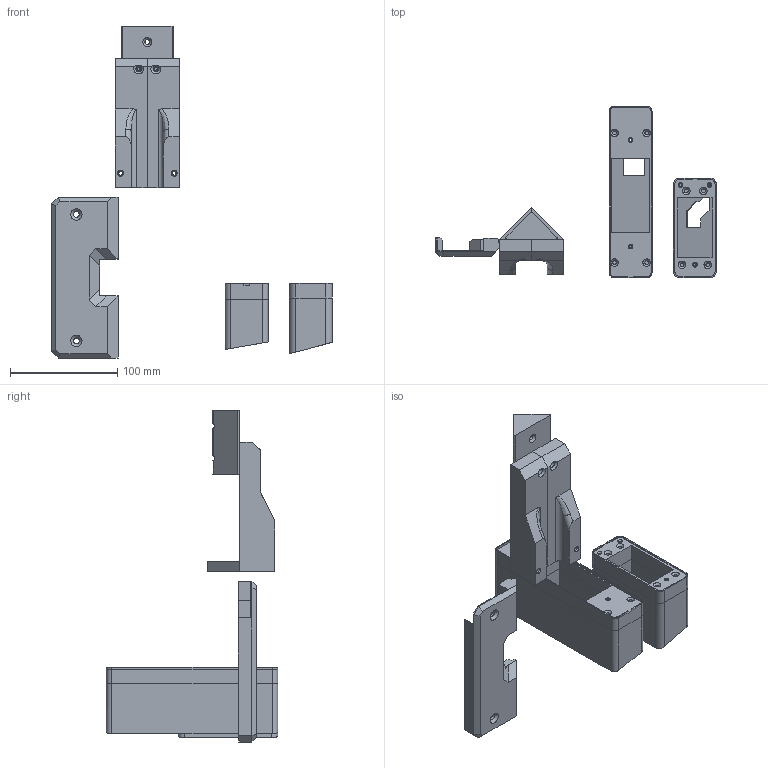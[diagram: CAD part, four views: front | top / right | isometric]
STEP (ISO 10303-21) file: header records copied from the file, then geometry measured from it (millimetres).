
FILE_DESCRIPTION(/* description */ (''),/* implementation_level */ '2;1');
FILE_NAME(/* name */ 'unifi access mounting for the lab v4.step',/* time_stamp */ '2025-07-06T23:52:11+08:00',/* author */ (''),/* organization */ (''),/* preprocessor_version */ 'ST-DEVELOPER v20.1',/* originating_system */ 'Autodesk Translation Framework v14.10.0.0',/* authorisation */ '');
FILE_SCHEMA (('AUTOMOTIVE_DESIGN { 1 0 10303 214 3 1 1 }'));
Length unit declared in the file: millimetre
Products named in the file (2): unifi access mounting for the lab; unifi protect flex corner mount v1
Assembly tree (1 placements, depth 2):
  unifi access mounting for the lab
    unifi protect flex corner mount v1
Bounding box: 262 x 160 x 310 mm (x, y, z)
Volume: 621867 mm3; surface area: 164796.3 mm2
Topology: 8 solids, 8 shells, 298 faces, 753 edges, 477 vertices
Faces by surface type: plane 188, cylinder 69, cone 39, bspline 2
Full cylindrical faces by diameter (mm): 2.3 x10, 2.6 x2, 3.4 x8, 3.6 x2, 4.2 x8, 4.5 x2, 5.4 x4
Entity records: 9100 total; most frequent: CARTESIAN_POINT 1665, DIRECTION 1524, ORIENTED_EDGE 1506, EDGE_CURVE 753, LINE 564, VECTOR 564, AXIS2_PLACEMENT_3D 480, VERTEX_POINT 477
